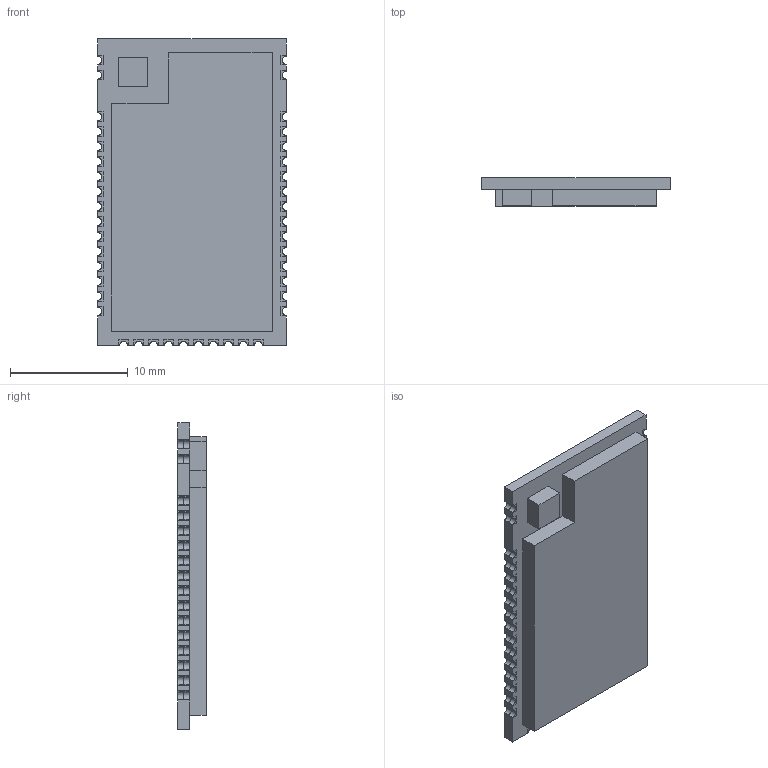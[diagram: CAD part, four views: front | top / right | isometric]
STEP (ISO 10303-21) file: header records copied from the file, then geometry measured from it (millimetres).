
FILE_DESCRIPTION (( 'STEP AP214' ), '1' );
FILE_NAME ('CDEBYTE E70-868T30S.STEP', '2021-08-16T08:12:16', ( '' ), ( '' ), 'SwSTEP 2.0', 'SolidWorks 2021', '' );
FILE_SCHEMA (( 'AUTOMOTIVE_DESIGN' ));
Length unit declared in the file: millimetre
Products named in the file (1): CDEBYTE E70-868T30S
Bounding box: 16 x 2.4 x 26 mm (x, y, z)
Volume: 838.2 mm3; surface area: 1278.1 mm2
Topology: 85 solids, 85 shells, 952 faces, 2340 edges, 1560 vertices
Faces by surface type: plane 858, cylinder 94
Entity records: 38133 total; most frequent: CARTESIAN_POINT 4853, ORIENTED_EDGE 4680, DIRECTION 4434, EDGE_CURVE 2340, LINE 2152, VECTOR 2152, VERTEX_POINT 1560, AXIS2_PLACEMENT_3D 1141
